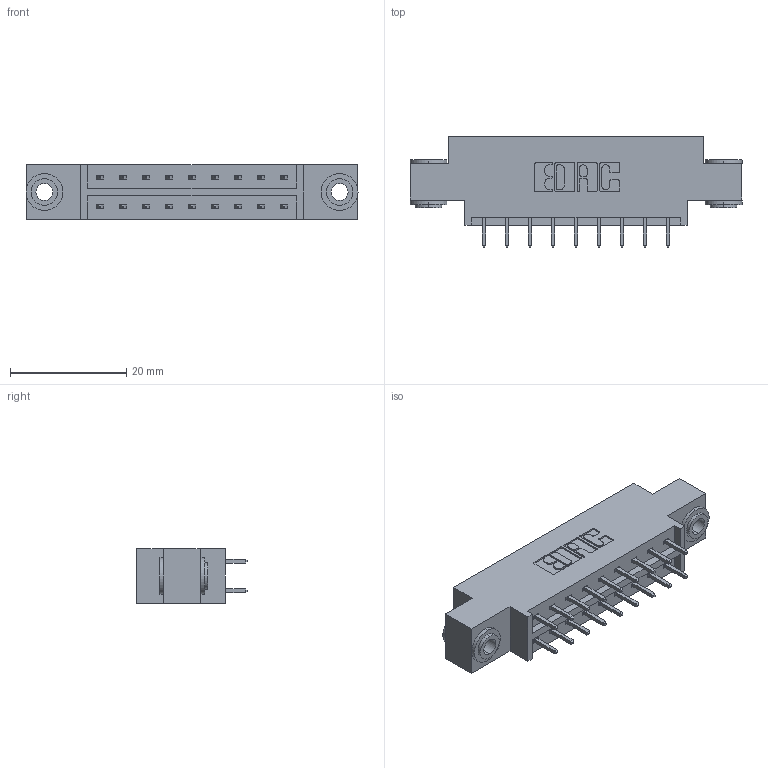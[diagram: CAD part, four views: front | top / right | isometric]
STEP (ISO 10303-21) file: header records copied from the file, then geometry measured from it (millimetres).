
FILE_DESCRIPTION (( 'STEP AP203' ), '1' );
FILE_NAME ('833-018-521-803.STEP', '2020-05-31T21:23:20', ( '' ), ( '' ), 'SwSTEP 2.0', 'SolidWorks 2020', '' );
FILE_SCHEMA (( 'CONFIG_CONTROL_DESIGN' ));
Length unit declared in the file: inch
Products named in the file (4): 833 Part_Offset - .156 Dia - TH; 833-018-521-803; 345-250-002_345-250-002-102; 345-292-001_345-293-121
Assembly tree (21 placements, depth 2):
  833-018-521-803
    833 Part_Offset - .156 Dia - TH
    345-292-001_345-293-121  x18
    345-250-002_345-250-002-102  x2
Bounding box: 57.2 x 19.06 x 9.4 mm (x, y, z)
Volume: 5315.5 mm3; surface area: 6319.6 mm2
Topology: 21 solids, 21 shells, 1092 faces, 3189 edges, 2098 vertices
Faces by surface type: plane 732, cylinder 352, cone 8
Entity records: 10858 total; most frequent: CARTESIAN_POINT 1817, ORIENTED_EDGE 1746, DIRECTION 1643, EDGE_CURVE 873, LINE 721, VECTOR 721, VERTEX_POINT 578, AXIS2_PLACEMENT_3D 461
